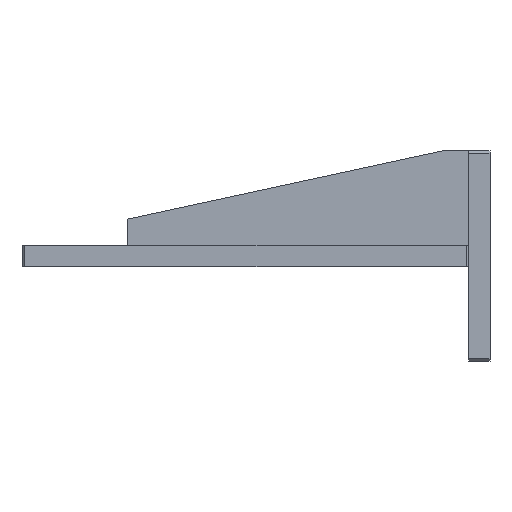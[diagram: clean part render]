
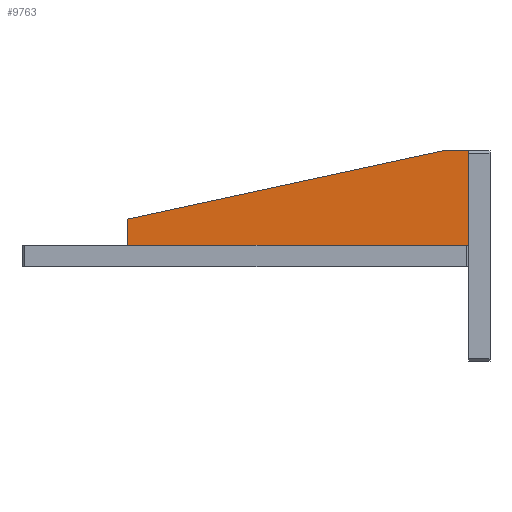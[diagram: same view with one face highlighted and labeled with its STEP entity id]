
A CAD part, left-side view. The second image highlights one B-rep face of the part: STEP entity #9763.
In plain terms, the highlighted planar face has unit normal (-1, 0, 0).
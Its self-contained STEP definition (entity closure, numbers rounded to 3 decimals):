
#90 = DIRECTION ( 'NONE',  ( 0., 0.977, -0.212 ) ) ;
#724 = ORIENTED_EDGE ( 'NONE', *, *, #6148, .T. ) ;
#1399 = DIRECTION ( 'NONE',  ( 0., 0., 1. ) ) ;
#1516 = VERTEX_POINT ( 'NONE', #2470 ) ;
#1889 = VERTEX_POINT ( 'NONE', #3559 ) ;
#2078 = VERTEX_POINT ( 'NONE', #7756 ) ;
#2104 = EDGE_CURVE ( 'NONE', #1516, #3584, #3913, .T. ) ;
#2142 = PLANE ( 'NONE',  #2719 ) ;
#2168 = DIRECTION ( 'NONE',  ( 0., 1., 0. ) ) ;
#2470 = CARTESIAN_POINT ( 'NONE',  ( 1.598, 125.277, 94. ) ) ;
#2520 = DIRECTION ( 'NONE',  ( 0., -1., 0. ) ) ;
#2719 = AXIS2_PLACEMENT_3D ( 'NONE', #3802, #9162, #3733 ) ;
#2727 = CARTESIAN_POINT ( 'NONE',  ( 1.598, 60.277, 120. ) ) ;
#2737 = LINE ( 'NONE', #6412, #3976 ) ;
#2800 = VERTEX_POINT ( 'NONE', #4606 ) ;
#2847 = VECTOR ( 'NONE', #2168, 1000. ) ;
#3341 = ORIENTED_EDGE ( 'NONE', *, *, #6038, .T. ) ;
#3468 = LINE ( 'NONE', #2727, #2847 ) ;
#3559 = CARTESIAN_POINT ( 'NONE',  ( 1.598, -4.723, 120. ) ) ;
#3584 = VERTEX_POINT ( 'NONE', #4396 ) ;
#3669 = VECTOR ( 'NONE', #6122, 1000. ) ;
#3733 = DIRECTION ( 'NONE',  ( 0., -1., 0. ) ) ;
#3802 = CARTESIAN_POINT ( 'NONE',  ( 1.598, 125.277, 84. ) ) ;
#3913 = LINE ( 'NONE', #6189, #3669 ) ;
#3976 = VECTOR ( 'NONE', #2520, 1000. ) ;
#4396 = CARTESIAN_POINT ( 'NONE',  ( 1.598, 125.277, 84. ) ) ;
#4606 = CARTESIAN_POINT ( 'NONE',  ( 1.598, 5.277, 120. ) ) ;
#5427 = EDGE_CURVE ( 'NONE', #3584, #2078, #2737, .T. ) ;
#5874 = VECTOR ( 'NONE', #90, 1000. ) ;
#6038 = EDGE_CURVE ( 'NONE', #1889, #2800, #3468, .T. ) ;
#6122 = DIRECTION ( 'NONE',  ( 0., 0., -1. ) ) ;
#6148 = EDGE_CURVE ( 'NONE', #2078, #1889, #9963, .T. ) ;
#6189 = CARTESIAN_POINT ( 'NONE',  ( 1.598, 125.277, 102. ) ) ;
#6254 = VECTOR ( 'NONE', #1399, 1000. ) ;
#6344 = EDGE_CURVE ( 'NONE', #2800, #1516, #8410, .T. ) ;
#6412 = CARTESIAN_POINT ( 'NONE',  ( 1.598, 60.277, 84. ) ) ;
#6508 = ORIENTED_EDGE ( 'NONE', *, *, #2104, .T. ) ;
#6799 = CARTESIAN_POINT ( 'NONE',  ( 1.598, -4.723, 102. ) ) ;
#7704 = ORIENTED_EDGE ( 'NONE', *, *, #5427, .T. ) ;
#7756 = CARTESIAN_POINT ( 'NONE',  ( 1.598, -4.723, 84. ) ) ;
#8410 = LINE ( 'NONE', #9387, #5874 ) ;
#8931 = FACE_OUTER_BOUND ( 'NONE', #9007, .T. ) ;
#9007 = EDGE_LOOP ( 'NONE', ( #9359, #6508, #7704, #724, #3341 ) ) ;
#9162 = DIRECTION ( 'NONE',  ( -1., 0., 0. ) ) ;
#9359 = ORIENTED_EDGE ( 'NONE', *, *, #6344, .T. ) ;
#9387 = CARTESIAN_POINT ( 'NONE',  ( 1.598, 5.277, 120. ) ) ;
#9763 = ADVANCED_FACE ( 'NONE', ( #8931 ), #2142, .T. ) ;
#9963 = LINE ( 'NONE', #6799, #6254 ) ;
